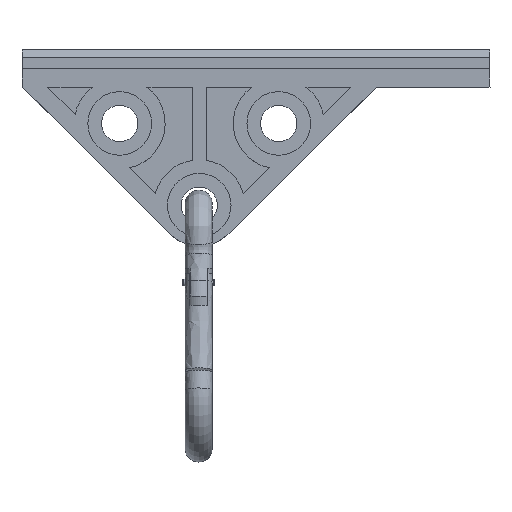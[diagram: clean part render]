
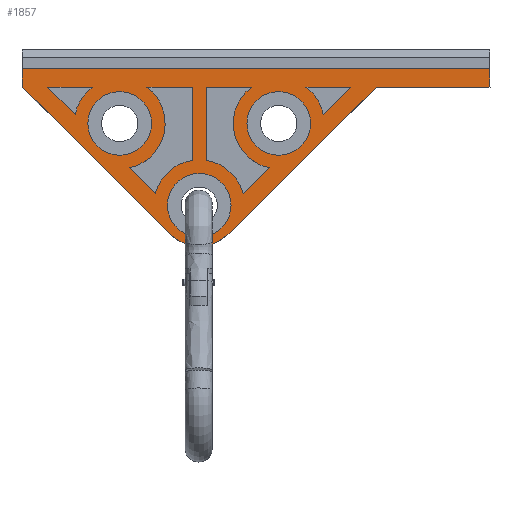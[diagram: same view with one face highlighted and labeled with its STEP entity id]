
A CAD part, top view. The second image highlights one B-rep face of the part: STEP entity #1857.
In plain terms, the highlighted planar face has unit normal (0, 0, 1).
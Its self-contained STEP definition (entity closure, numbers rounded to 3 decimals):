
#95=FACE_BOUND('',#312,.T.);
#96=FACE_BOUND('',#313,.T.);
#97=FACE_BOUND('',#314,.T.);
#98=FACE_BOUND('',#315,.T.);
#99=FACE_BOUND('',#316,.T.);
#100=FACE_BOUND('',#317,.T.);
#101=FACE_BOUND('',#318,.T.);
#119=PLANE('',#2012);
#196=FACE_OUTER_BOUND('',#311,.T.);
#311=EDGE_LOOP('',(#1324,#1325,#1326,#1327,#1328,#1329,#1330));
#312=EDGE_LOOP('',(#1331,#1332,#1333,#1334,#1335));
#313=EDGE_LOOP('',(#1336,#1337,#1338));
#314=EDGE_LOOP('',(#1339,#1340,#1341));
#315=EDGE_LOOP('',(#1342));
#316=EDGE_LOOP('',(#1343));
#317=EDGE_LOOP('',(#1344));
#318=EDGE_LOOP('',(#1345,#1346,#1347,#1348,#1349));
#446=LINE('',#2701,#607);
#447=LINE('',#2705,#608);
#448=LINE('',#2707,#609);
#449=LINE('',#2709,#610);
#450=LINE('',#2711,#611);
#451=LINE('',#2712,#612);
#452=LINE('',#2715,#613);
#453=LINE('',#2719,#614);
#454=LINE('',#2722,#615);
#455=LINE('',#2725,#616);
#456=LINE('',#2728,#617);
#457=LINE('',#2733,#618);
#458=LINE('',#2734,#619);
#459=LINE('',#2736,#620);
#460=LINE('',#2740,#621);
#461=LINE('',#2741,#622);
#607=VECTOR('',#2225,1000.);
#608=VECTOR('',#2228,1000.);
#609=VECTOR('',#2229,1000.);
#610=VECTOR('',#2230,1000.);
#611=VECTOR('',#2231,1000.);
#612=VECTOR('',#2232,1000.);
#613=VECTOR('',#2233,1000.);
#614=VECTOR('',#2236,1000.);
#615=VECTOR('',#2239,1000.);
#616=VECTOR('',#2240,1000.);
#617=VECTOR('',#2243,1000.);
#618=VECTOR('',#2246,1000.);
#619=VECTOR('',#2247,1000.);
#620=VECTOR('',#2248,1000.);
#621=VECTOR('',#2251,1000.);
#622=VECTOR('',#2252,1000.);
#755=CIRCLE('',#1978,10.);
#759=CIRCLE('',#1984,7.);
#765=CIRCLE('',#1993,7.);
#771=CIRCLE('',#2002,7.);
#777=CIRCLE('',#2013,9.);
#778=CIRCLE('',#2014,10.);
#779=CIRCLE('',#2015,10.);
#780=CIRCLE('',#2016,10.);
#781=CIRCLE('',#2017,10.);
#782=CIRCLE('',#2018,10.);
#821=VERTEX_POINT('',#2625);
#822=VERTEX_POINT('',#2626);
#829=VERTEX_POINT('',#2643);
#835=VERTEX_POINT('',#2661);
#841=VERTEX_POINT('',#2679);
#847=VERTEX_POINT('',#2699);
#848=VERTEX_POINT('',#2700);
#849=VERTEX_POINT('',#2702);
#850=VERTEX_POINT('',#2704);
#851=VERTEX_POINT('',#2706);
#852=VERTEX_POINT('',#2708);
#853=VERTEX_POINT('',#2710);
#854=VERTEX_POINT('',#2713);
#855=VERTEX_POINT('',#2714);
#856=VERTEX_POINT('',#2716);
#857=VERTEX_POINT('',#2718);
#858=VERTEX_POINT('',#2720);
#859=VERTEX_POINT('',#2723);
#860=VERTEX_POINT('',#2724);
#861=VERTEX_POINT('',#2726);
#862=VERTEX_POINT('',#2729);
#863=VERTEX_POINT('',#2730);
#864=VERTEX_POINT('',#2732);
#865=VERTEX_POINT('',#2735);
#866=VERTEX_POINT('',#2737);
#867=VERTEX_POINT('',#2739);
#1002=EDGE_CURVE('',#821,#822,#755,.T.);
#1010=EDGE_CURVE('',#829,#829,#759,.T.);
#1019=EDGE_CURVE('',#835,#835,#765,.T.);
#1028=EDGE_CURVE('',#841,#841,#771,.T.);
#1037=EDGE_CURVE('',#847,#848,#446,.T.);
#1038=EDGE_CURVE('',#847,#849,#777,.T.);
#1039=EDGE_CURVE('',#850,#849,#447,.T.);
#1040=EDGE_CURVE('',#851,#850,#448,.T.);
#1041=EDGE_CURVE('',#852,#851,#449,.T.);
#1042=EDGE_CURVE('',#852,#853,#450,.T.);
#1043=EDGE_CURVE('',#853,#848,#451,.T.);
#1044=EDGE_CURVE('',#854,#855,#452,.T.);
#1045=EDGE_CURVE('',#854,#856,#778,.T.);
#1046=EDGE_CURVE('',#857,#856,#453,.T.);
#1047=EDGE_CURVE('',#857,#858,#779,.T.);
#1048=EDGE_CURVE('',#855,#858,#454,.T.);
#1049=EDGE_CURVE('',#859,#860,#455,.T.);
#1050=EDGE_CURVE('',#859,#861,#780,.T.);
#1051=EDGE_CURVE('',#860,#861,#456,.T.);
#1052=EDGE_CURVE('',#862,#863,#781,.T.);
#1053=EDGE_CURVE('',#864,#863,#457,.T.);
#1054=EDGE_CURVE('',#862,#864,#458,.T.);
#1055=EDGE_CURVE('',#865,#822,#459,.T.);
#1056=EDGE_CURVE('',#865,#866,#782,.T.);
#1057=EDGE_CURVE('',#867,#866,#460,.T.);
#1058=EDGE_CURVE('',#821,#867,#461,.T.);
#1324=ORIENTED_EDGE('',*,*,#1037,.F.);
#1325=ORIENTED_EDGE('',*,*,#1038,.T.);
#1326=ORIENTED_EDGE('',*,*,#1039,.F.);
#1327=ORIENTED_EDGE('',*,*,#1040,.F.);
#1328=ORIENTED_EDGE('',*,*,#1041,.F.);
#1329=ORIENTED_EDGE('',*,*,#1042,.T.);
#1330=ORIENTED_EDGE('',*,*,#1043,.T.);
#1331=ORIENTED_EDGE('',*,*,#1044,.F.);
#1332=ORIENTED_EDGE('',*,*,#1045,.T.);
#1333=ORIENTED_EDGE('',*,*,#1046,.F.);
#1334=ORIENTED_EDGE('',*,*,#1047,.T.);
#1335=ORIENTED_EDGE('',*,*,#1048,.F.);
#1336=ORIENTED_EDGE('',*,*,#1049,.F.);
#1337=ORIENTED_EDGE('',*,*,#1050,.T.);
#1338=ORIENTED_EDGE('',*,*,#1051,.F.);
#1339=ORIENTED_EDGE('',*,*,#1052,.T.);
#1340=ORIENTED_EDGE('',*,*,#1053,.F.);
#1341=ORIENTED_EDGE('',*,*,#1054,.F.);
#1342=ORIENTED_EDGE('',*,*,#1019,.F.);
#1343=ORIENTED_EDGE('',*,*,#1010,.F.);
#1344=ORIENTED_EDGE('',*,*,#1028,.F.);
#1345=ORIENTED_EDGE('',*,*,#1002,.T.);
#1346=ORIENTED_EDGE('',*,*,#1055,.F.);
#1347=ORIENTED_EDGE('',*,*,#1056,.T.);
#1348=ORIENTED_EDGE('',*,*,#1057,.F.);
#1349=ORIENTED_EDGE('',*,*,#1058,.F.);
#1857=ADVANCED_FACE('',(#196,#95,#96,#97,#98,#99,#100,#101),#119,.T.);
#1978=AXIS2_PLACEMENT_3D('',#2627,#2142,#2143);
#1984=AXIS2_PLACEMENT_3D('',#2644,#2158,#2159);
#1993=AXIS2_PLACEMENT_3D('',#2662,#2179,#2180);
#2002=AXIS2_PLACEMENT_3D('',#2680,#2200,#2201);
#2012=AXIS2_PLACEMENT_3D('',#2698,#2223,#2224);
#2013=AXIS2_PLACEMENT_3D('',#2703,#2226,#2227);
#2014=AXIS2_PLACEMENT_3D('',#2717,#2234,#2235);
#2015=AXIS2_PLACEMENT_3D('',#2721,#2237,#2238);
#2016=AXIS2_PLACEMENT_3D('',#2727,#2241,#2242);
#2017=AXIS2_PLACEMENT_3D('',#2731,#2244,#2245);
#2018=AXIS2_PLACEMENT_3D('',#2738,#2249,#2250);
#2142=DIRECTION('center_axis',(0.,0.,1.));
#2143=DIRECTION('ref_axis',(1.,0.,0.));
#2158=DIRECTION('center_axis',(0.,0.,1.));
#2159=DIRECTION('ref_axis',(1.,0.,0.));
#2179=DIRECTION('center_axis',(0.,0.,1.));
#2180=DIRECTION('ref_axis',(1.,0.,0.));
#2200=DIRECTION('center_axis',(0.,0.,1.));
#2201=DIRECTION('ref_axis',(1.,0.,0.));
#2223=DIRECTION('center_axis',(0.,0.,1.));
#2224=DIRECTION('ref_axis',(1.,0.,0.));
#2225=DIRECTION('',(-0.71,0.704,0.));
#2226=DIRECTION('center_axis',(0.,0.,1.));
#2227=DIRECTION('ref_axis',(1.,0.,0.));
#2228=DIRECTION('',(-0.71,-0.704,0.));
#2229=DIRECTION('',(-1.,0.,0.));
#2230=DIRECTION('',(0.,-1.,0.));
#2231=DIRECTION('',(-1.,0.,0.));
#2232=DIRECTION('',(0.,-1.,0.));
#2233=DIRECTION('',(0.,1.,0.));
#2234=DIRECTION('center_axis',(0.,0.,1.));
#2235=DIRECTION('ref_axis',(1.,0.,0.));
#2236=DIRECTION('',(0.71,-0.704,0.));
#2237=DIRECTION('center_axis',(0.,0.,1.));
#2238=DIRECTION('ref_axis',(1.,0.,0.));
#2239=DIRECTION('',(-1.,0.,0.));
#2240=DIRECTION('',(0.71,0.704,0.));
#2241=DIRECTION('center_axis',(0.,0.,1.));
#2242=DIRECTION('ref_axis',(1.,0.,0.));
#2243=DIRECTION('',(-1.,0.,0.));
#2244=DIRECTION('center_axis',(0.,0.,1.));
#2245=DIRECTION('ref_axis',(1.,0.,0.));
#2246=DIRECTION('',(0.71,-0.704,0.));
#2247=DIRECTION('',(-1.,0.,0.));
#2248=DIRECTION('',(0.71,0.704,0.));
#2249=DIRECTION('center_axis',(0.,0.,1.));
#2250=DIRECTION('ref_axis',(1.,0.,0.));
#2251=DIRECTION('',(0.,-1.,0.));
#2252=DIRECTION('',(-1.,0.,0.));
#2625=CARTESIAN_POINT('',(-6.512,18.107,4.));
#2626=CARTESIAN_POINT('',(-2.619,0.331,4.));
#2627=CARTESIAN_POINT('Origin',(-0.512,10.107,4.));
#2643=CARTESIAN_POINT('',(-28.512,10.107,4.));
#2644=CARTESIAN_POINT('Origin',(-35.512,10.107,4.));
#2661=CARTESIAN_POINT('',(-11.012,-7.893,4.));
#2662=CARTESIAN_POINT('Origin',(-18.012,-7.893,4.));
#2679=CARTESIAN_POINT('',(6.488,10.107,4.));
#2680=CARTESIAN_POINT('Origin',(-0.512,10.107,4.));
#2698=CARTESIAN_POINT('Origin',(-7.277,-79.998,4.));
#2699=CARTESIAN_POINT('',(-24.349,-14.284,4.));
#2700=CARTESIAN_POINT('',(-57.012,18.107,4.));
#2701=CARTESIAN_POINT('',(17.114,-55.402,4.));
#2702=CARTESIAN_POINT('',(-11.674,-14.284,4.));
#2703=CARTESIAN_POINT('Origin',(-18.012,-7.893,4.));
#2704=CARTESIAN_POINT('',(20.988,18.107,4.));
#2705=CARTESIAN_POINT('',(-42.313,-44.668,4.));
#2706=CARTESIAN_POINT('',(45.988,18.107,4.));
#2707=CARTESIAN_POINT('',(-7.277,18.107,4.));
#2708=CARTESIAN_POINT('',(45.988,22.107,4.));
#2709=CARTESIAN_POINT('',(45.988,-79.998,4.));
#2710=CARTESIAN_POINT('',(-57.012,22.107,4.));
#2711=CARTESIAN_POINT('',(-7.277,22.107,4.));
#2712=CARTESIAN_POINT('',(-57.012,-79.998,4.));
#2713=CARTESIAN_POINT('',(-19.512,1.993,4.));
#2714=CARTESIAN_POINT('',(-19.512,18.107,4.));
#2715=CARTESIAN_POINT('',(-19.512,-79.998,4.));
#2716=CARTESIAN_POINT('',(-27.681,-5.344,4.));
#2717=CARTESIAN_POINT('Origin',(-18.012,-7.893,4.));
#2718=CARTESIAN_POINT('',(-33.404,0.331,4.));
#2719=CARTESIAN_POINT('',(19.932,-52.56,4.));
#2720=CARTESIAN_POINT('',(-29.512,18.107,4.));
#2721=CARTESIAN_POINT('Origin',(-35.512,10.107,4.));
#2722=CARTESIAN_POINT('',(-7.277,18.107,4.));
#2723=CARTESIAN_POINT('',(9.281,12.132,4.));
#2724=CARTESIAN_POINT('',(15.305,18.107,4.));
#2725=CARTESIAN_POINT('',(-45.131,-41.826,4.));
#2726=CARTESIAN_POINT('',(5.488,18.107,4.));
#2727=CARTESIAN_POINT('Origin',(-0.512,10.107,4.));
#2728=CARTESIAN_POINT('',(-7.277,18.107,4.));
#2729=CARTESIAN_POINT('',(-41.512,18.107,4.));
#2730=CARTESIAN_POINT('',(-45.304,12.132,4.));
#2731=CARTESIAN_POINT('Origin',(-35.512,10.107,4.));
#2732=CARTESIAN_POINT('',(-51.329,18.107,4.));
#2733=CARTESIAN_POINT('',(19.932,-52.56,4.));
#2734=CARTESIAN_POINT('',(-7.277,18.107,4.));
#2735=CARTESIAN_POINT('',(-8.342,-5.344,4.));
#2736=CARTESIAN_POINT('',(-45.131,-41.826,4.));
#2737=CARTESIAN_POINT('',(-16.512,1.993,4.));
#2738=CARTESIAN_POINT('Origin',(-18.012,-7.893,4.));
#2739=CARTESIAN_POINT('',(-16.512,18.107,4.));
#2740=CARTESIAN_POINT('',(-16.512,-79.998,4.));
#2741=CARTESIAN_POINT('',(-7.277,18.107,4.));
